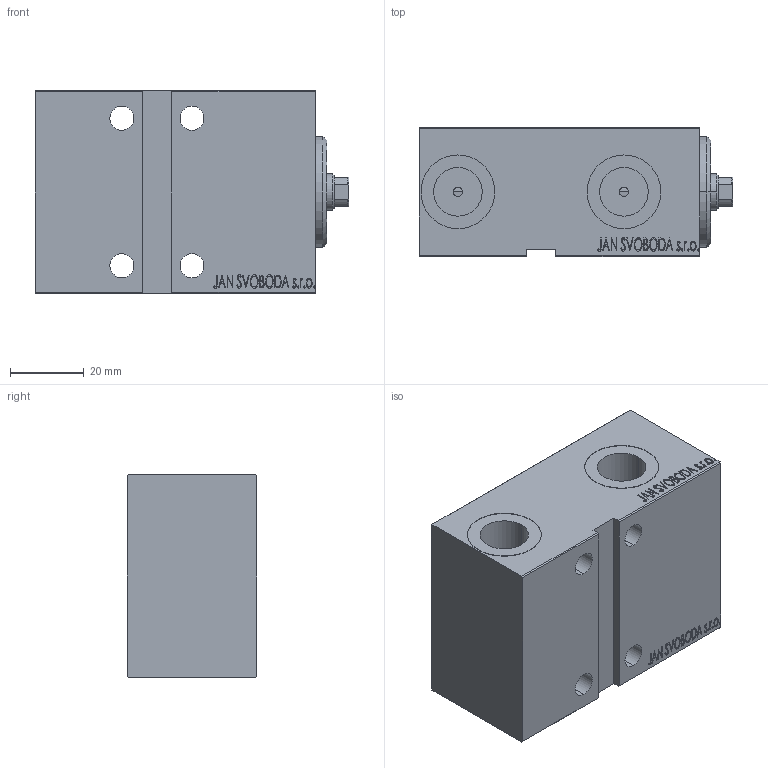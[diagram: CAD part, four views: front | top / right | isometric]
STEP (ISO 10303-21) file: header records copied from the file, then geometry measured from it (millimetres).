
FILE_DESCRIPTION (( 'STEP AP203' ), '1' );
FILE_NAME ('dbcd.STEP', '2024-02-12T13:08:00', ( '' ), ( '' ), 'SwSTEP 2.0', 'SolidWorks 2019', '' );
FILE_SCHEMA (( 'CONFIG_CONTROL_DESIGN' ));
Length unit declared in the file: millimetre
Products named in the file (4): dbcd; V450CM_VC_B d9f8de5cf6f2f2ca022e963c8ad73398; V450CM_E_VCP d9f8de5cf6f2f2ca022e963c8ad73398; V450CM_E_Body d9f8de5cf6f2f2ca022e963c8ad73398
Assembly tree (3 placements, depth 2):
  dbcd
    V450CM_E_Body d9f8de5cf6f2f2ca022e963c8ad73398
    V450CM_E_VCP d9f8de5cf6f2f2ca022e963c8ad73398
    V450CM_VC_B d9f8de5cf6f2f2ca022e963c8ad73398
Bounding box: 85 x 35 x 55 mm (x, y, z)
Volume: 134908.3 mm3; surface area: 32564.9 mm2
Topology: 3 solids, 3 shells, 859 faces, 2210 edges, 1465 vertices
Faces by surface type: plane 411, bspline 380, cylinder 54, cone 14
Entity records: 43312 total; most frequent: CARTESIAN_POINT 24478, ORIENTED_EDGE 4416, DIRECTION 2526, EDGE_CURVE 2208, VERTEX_POINT 1465, VECTOR 1316, LINE 1316, EDGE_LOOP 983
